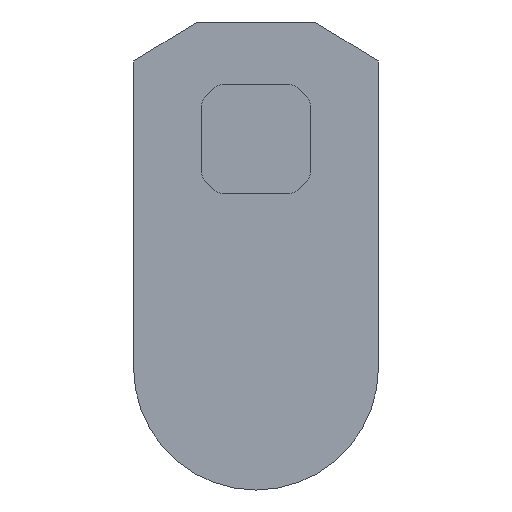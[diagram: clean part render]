
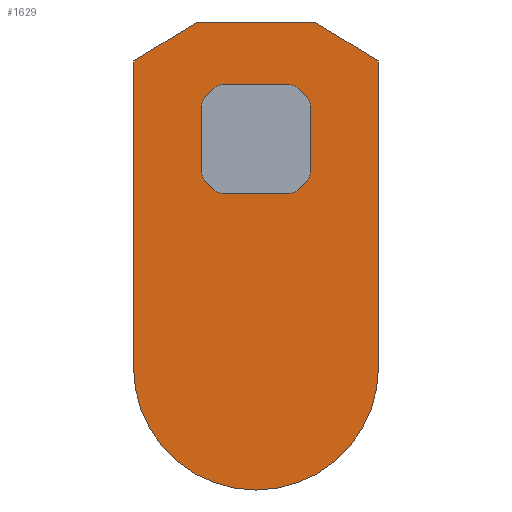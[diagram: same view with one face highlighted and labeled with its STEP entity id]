
A CAD part, front view. The second image highlights one B-rep face of the part: STEP entity #1629.
In plain terms, the highlighted planar face has unit normal (0, -1, 0).
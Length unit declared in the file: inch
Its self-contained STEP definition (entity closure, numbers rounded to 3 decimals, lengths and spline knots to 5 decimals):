
#59=FACE_BOUND('',#201,.T.);
#105=FACE_OUTER_BOUND('',#200,.T.);
#200=EDGE_LOOP('',(#1173,#1174,#1175,#1176,#1177,#1178));
#201=EDGE_LOOP('',(#1179,#1180,#1181,#1182,#1183,#1184,#1185,#1186,#1187,
#1188,#1189,#1190,#1191,#1192,#1193,#1194));
#283=CIRCLE('',#1733,0.125);
#284=CIRCLE('',#1736,0.125);
#285=CIRCLE('',#1739,0.125);
#286=CIRCLE('',#1742,0.125);
#287=CIRCLE('',#1745,0.125);
#288=CIRCLE('',#1748,0.125);
#289=CIRCLE('',#1751,0.125);
#290=CIRCLE('',#1754,0.125);
#291=CIRCLE('',#1757,0.785);
#353=LINE('',#2943,#513);
#356=LINE('',#2951,#516);
#359=LINE('',#2959,#519);
#362=LINE('',#2967,#522);
#364=LINE('',#2974,#524);
#367=LINE('',#2982,#527);
#371=LINE('',#2991,#531);
#373=LINE('',#2997,#533);
#374=LINE('',#3001,#534);
#375=LINE('',#3003,#535);
#376=LINE('',#3005,#536);
#377=LINE('',#3007,#537);
#378=LINE('',#3010,#538);
#513=VECTOR('',#1950,0.03937);
#516=VECTOR('',#1959,0.03937);
#519=VECTOR('',#1968,0.03937);
#522=VECTOR('',#1977,0.03937);
#524=VECTOR('',#1985,0.03937);
#527=VECTOR('',#1994,0.03937);
#531=VECTOR('',#2004,0.03937);
#533=VECTOR('',#2012,0.03937);
#534=VECTOR('',#2015,0.03937);
#535=VECTOR('',#2016,0.03937);
#536=VECTOR('',#2017,0.03937);
#537=VECTOR('',#2018,0.03937);
#538=VECTOR('',#2021,0.03937);
#682=VERTEX_POINT('',#2935);
#683=VERTEX_POINT('',#2937);
#684=VERTEX_POINT('',#2941);
#685=VERTEX_POINT('',#2945);
#686=VERTEX_POINT('',#2949);
#687=VERTEX_POINT('',#2953);
#688=VERTEX_POINT('',#2957);
#689=VERTEX_POINT('',#2961);
#690=VERTEX_POINT('',#2965);
#691=VERTEX_POINT('',#2969);
#692=VERTEX_POINT('',#2973);
#693=VERTEX_POINT('',#2977);
#694=VERTEX_POINT('',#2981);
#695=VERTEX_POINT('',#2985);
#696=VERTEX_POINT('',#2989);
#697=VERTEX_POINT('',#2993);
#698=VERTEX_POINT('',#2999);
#699=VERTEX_POINT('',#3000);
#700=VERTEX_POINT('',#3002);
#701=VERTEX_POINT('',#3004);
#702=VERTEX_POINT('',#3006);
#703=VERTEX_POINT('',#3008);
#845=EDGE_CURVE('',#683,#682,#283,.T.);
#848=EDGE_CURVE('',#684,#683,#353,.T.);
#849=EDGE_CURVE('',#685,#684,#284,.T.);
#852=EDGE_CURVE('',#686,#685,#356,.T.);
#853=EDGE_CURVE('',#687,#686,#285,.T.);
#856=EDGE_CURVE('',#688,#687,#359,.T.);
#857=EDGE_CURVE('',#689,#688,#286,.T.);
#860=EDGE_CURVE('',#690,#689,#362,.T.);
#861=EDGE_CURVE('',#691,#690,#287,.T.);
#863=EDGE_CURVE('',#692,#691,#364,.T.);
#865=EDGE_CURVE('',#693,#692,#288,.T.);
#867=EDGE_CURVE('',#694,#693,#367,.T.);
#869=EDGE_CURVE('',#695,#694,#289,.T.);
#872=EDGE_CURVE('',#696,#695,#371,.T.);
#873=EDGE_CURVE('',#697,#696,#290,.T.);
#875=EDGE_CURVE('',#682,#697,#373,.T.);
#876=EDGE_CURVE('',#698,#699,#374,.T.);
#877=EDGE_CURVE('',#700,#698,#375,.T.);
#878=EDGE_CURVE('',#701,#700,#376,.T.);
#879=EDGE_CURVE('',#702,#701,#377,.T.);
#880=EDGE_CURVE('',#703,#702,#291,.T.);
#881=EDGE_CURVE('',#699,#703,#378,.T.);
#1173=ORIENTED_EDGE('',*,*,#876,.F.);
#1174=ORIENTED_EDGE('',*,*,#877,.F.);
#1175=ORIENTED_EDGE('',*,*,#878,.F.);
#1176=ORIENTED_EDGE('',*,*,#879,.F.);
#1177=ORIENTED_EDGE('',*,*,#880,.F.);
#1178=ORIENTED_EDGE('',*,*,#881,.F.);
#1179=ORIENTED_EDGE('',*,*,#875,.T.);
#1180=ORIENTED_EDGE('',*,*,#873,.T.);
#1181=ORIENTED_EDGE('',*,*,#872,.T.);
#1182=ORIENTED_EDGE('',*,*,#869,.T.);
#1183=ORIENTED_EDGE('',*,*,#867,.T.);
#1184=ORIENTED_EDGE('',*,*,#865,.T.);
#1185=ORIENTED_EDGE('',*,*,#863,.T.);
#1186=ORIENTED_EDGE('',*,*,#861,.T.);
#1187=ORIENTED_EDGE('',*,*,#860,.T.);
#1188=ORIENTED_EDGE('',*,*,#857,.T.);
#1189=ORIENTED_EDGE('',*,*,#856,.T.);
#1190=ORIENTED_EDGE('',*,*,#853,.T.);
#1191=ORIENTED_EDGE('',*,*,#852,.T.);
#1192=ORIENTED_EDGE('',*,*,#849,.T.);
#1193=ORIENTED_EDGE('',*,*,#848,.T.);
#1194=ORIENTED_EDGE('',*,*,#845,.T.);
#1462=PLANE('',#1756);
#1629=ADVANCED_FACE('',(#105,#59),#1462,.F.);
#1733=AXIS2_PLACEMENT_3D('',#2938,#1944,#1945);
#1736=AXIS2_PLACEMENT_3D('',#2946,#1953,#1954);
#1739=AXIS2_PLACEMENT_3D('',#2954,#1962,#1963);
#1742=AXIS2_PLACEMENT_3D('',#2962,#1971,#1972);
#1745=AXIS2_PLACEMENT_3D('',#2970,#1980,#1981);
#1748=AXIS2_PLACEMENT_3D('',#2978,#1989,#1990);
#1751=AXIS2_PLACEMENT_3D('',#2986,#1998,#1999);
#1754=AXIS2_PLACEMENT_3D('',#2994,#2007,#2008);
#1756=AXIS2_PLACEMENT_3D('',#2998,#2013,#2014);
#1757=AXIS2_PLACEMENT_3D('',#3009,#2019,#2020);
#1944=DIRECTION('center_axis',(0.,1.,0.));
#1945=DIRECTION('ref_axis',(0.924,0.,0.383));
#1950=DIRECTION('',(0.707,0.,-0.707));
#1953=DIRECTION('center_axis',(0.,1.,0.));
#1954=DIRECTION('ref_axis',(0.383,0.,0.924));
#1959=DIRECTION('',(1.,0.,0.));
#1962=DIRECTION('center_axis',(0.,1.,0.));
#1963=DIRECTION('ref_axis',(-0.383,0.,0.924));
#1968=DIRECTION('',(0.707,0.,0.707));
#1971=DIRECTION('center_axis',(0.,1.,0.));
#1972=DIRECTION('ref_axis',(-0.924,0.,0.383));
#1977=DIRECTION('',(0.,0.,1.));
#1980=DIRECTION('center_axis',(0.,1.,0.));
#1981=DIRECTION('ref_axis',(-0.924,0.,-0.383));
#1985=DIRECTION('',(-0.707,0.,0.707));
#1989=DIRECTION('center_axis',(0.,1.,0.));
#1990=DIRECTION('ref_axis',(-0.383,0.,-0.924));
#1994=DIRECTION('',(-1.,0.,0.));
#1998=DIRECTION('center_axis',(0.,1.,0.));
#1999=DIRECTION('ref_axis',(0.383,0.,-0.924));
#2004=DIRECTION('',(-0.707,0.,-0.707));
#2007=DIRECTION('center_axis',(0.,1.,0.));
#2008=DIRECTION('ref_axis',(0.924,0.,-0.383));
#2012=DIRECTION('',(0.,0.,-1.));
#2013=DIRECTION('center_axis',(0.,1.,0.));
#2014=DIRECTION('ref_axis',(0.,0.,1.));
#2015=DIRECTION('',(0.854,0.,-0.521));
#2016=DIRECTION('',(1.,0.,0.));
#2017=DIRECTION('',(0.854,0.,0.521));
#2018=DIRECTION('',(0.,0.,1.));
#2019=DIRECTION('center_axis',(0.,1.,0.));
#2020=DIRECTION('ref_axis',(1.,0.,0.));
#2021=DIRECTION('',(0.,0.,-1.));
#2935=CARTESIAN_POINT('',(0.35,0.,0.94822));
#2937=CARTESIAN_POINT('',(0.31339,0.,1.03661));
#2938=CARTESIAN_POINT('Origin',(0.225,0.,0.94822));
#2941=CARTESIAN_POINT('',(0.28661,0.,1.06339));
#2943=CARTESIAN_POINT('',(0.15156,0.,1.19844));
#2945=CARTESIAN_POINT('',(0.19822,0.,1.1));
#2946=CARTESIAN_POINT('Origin',(0.19822,0.,0.975));
#2949=CARTESIAN_POINT('',(-0.19822,0.,1.1));
#2951=CARTESIAN_POINT('',(0.175,0.,1.1));
#2953=CARTESIAN_POINT('',(-0.28661,0.,1.06339));
#2954=CARTESIAN_POINT('Origin',(-0.19822,0.,0.975));
#2957=CARTESIAN_POINT('',(-0.31339,0.,1.03661));
#2959=CARTESIAN_POINT('',(-0.15156,0.,1.19844));
#2961=CARTESIAN_POINT('',(-0.35,0.,0.94822));
#2962=CARTESIAN_POINT('Origin',(-0.225,0.,0.94822));
#2965=CARTESIAN_POINT('',(-0.35,0.,0.55178));
#2967=CARTESIAN_POINT('',(-0.35,0.,1.22188));
#2969=CARTESIAN_POINT('',(-0.31339,0.,0.46339));
#2970=CARTESIAN_POINT('Origin',(-0.225,0.,0.55178));
#2973=CARTESIAN_POINT('',(-0.28661,0.,0.43661));
#2974=CARTESIAN_POINT('',(-0.44844,0.,0.59844));
#2977=CARTESIAN_POINT('',(-0.19822,0.,0.4));
#2978=CARTESIAN_POINT('Origin',(-0.19822,0.,0.525));
#2981=CARTESIAN_POINT('',(0.19822,0.,0.4));
#2982=CARTESIAN_POINT('',(-0.175,0.,0.4));
#2985=CARTESIAN_POINT('',(0.28661,0.,0.43661));
#2986=CARTESIAN_POINT('Origin',(0.19822,0.,0.525));
#2989=CARTESIAN_POINT('',(0.31339,0.,0.46339));
#2991=CARTESIAN_POINT('',(0.44844,0.,0.59844));
#2993=CARTESIAN_POINT('',(0.35,0.,0.55178));
#2994=CARTESIAN_POINT('Origin',(0.225,0.,0.55178));
#2997=CARTESIAN_POINT('',(0.35,0.,0.87188));
#2998=CARTESIAN_POINT('Origin',(0.,0.,1.34375));
#2999=CARTESIAN_POINT('',(0.375,0.,1.5));
#3000=CARTESIAN_POINT('',(0.785,0.,1.25));
#3001=CARTESIAN_POINT('',(0.375,0.,1.5));
#3002=CARTESIAN_POINT('',(-0.375,0.,1.5));
#3003=CARTESIAN_POINT('',(-0.785,0.,1.5));
#3004=CARTESIAN_POINT('',(-0.785,0.,1.25));
#3005=CARTESIAN_POINT('',(-0.785,0.,1.25));
#3006=CARTESIAN_POINT('',(-0.785,0.,-0.715));
#3007=CARTESIAN_POINT('',(-0.785,0.,-1.5));
#3008=CARTESIAN_POINT('',(0.785,0.,-0.715));
#3009=CARTESIAN_POINT('Origin',(0.,0.,-0.715));
#3010=CARTESIAN_POINT('',(0.785,0.,1.5));
